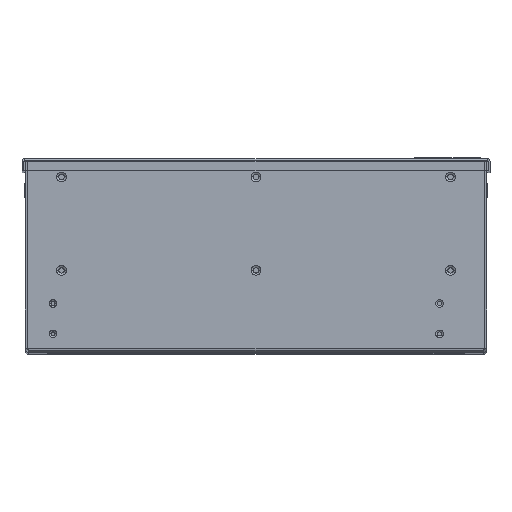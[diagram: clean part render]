
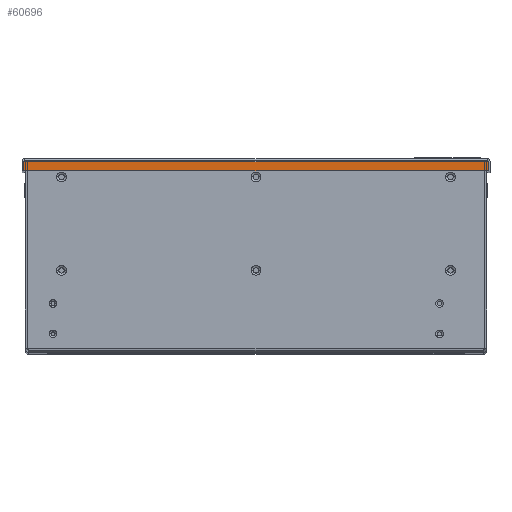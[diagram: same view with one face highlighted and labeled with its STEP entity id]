
A CAD part, top view. The second image highlights one B-rep face of the part: STEP entity #60696.
In plain terms, the highlighted planar face has unit normal (0, 0, 1).
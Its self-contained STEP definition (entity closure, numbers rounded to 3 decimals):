
#42828=DIRECTION('',(0.308,-0.951,0.));
#42829=VECTOR('',#42828,0.889);
#42830=CARTESIAN_POINT('',(190.726,-2.5,447.5));
#42831=LINE('',#42830,#42829);
#42832=DIRECTION('',(0.,-1.,0.));
#42833=VECTOR('',#42832,6.655);
#42834=CARTESIAN_POINT('',(191.,-3.345,447.5));
#42835=LINE('',#42834,#42833);
#42836=DIRECTION('',(-1.,0.,0.));
#42837=VECTOR('',#42836,382.);
#42838=CARTESIAN_POINT('',(191.,-10.,447.5));
#42839=LINE('',#42838,#42837);
#42840=DIRECTION('',(0.308,0.951,0.));
#42841=VECTOR('',#42840,0.889);
#42842=CARTESIAN_POINT('',(-191.,-3.345,447.5));
#42843=LINE('',#42842,#42841);
#42860=DIRECTION('',(-1.,0.,0.));
#42861=VECTOR('',#42860,190.726);
#42862=CARTESIAN_POINT('',(190.726,-2.5,447.5));
#42863=LINE('',#42862,#42861);
#42864=DIRECTION('',(-1.,0.,0.));
#42865=VECTOR('',#42864,190.726);
#42866=CARTESIAN_POINT('',(0.,-2.5,447.5));
#42867=LINE('',#42866,#42865);
#43065=DIRECTION('',(0.,-1.,0.));
#43066=VECTOR('',#43065,6.655);
#43067=CARTESIAN_POINT('',(-191.,-3.345,447.5));
#43068=LINE('',#43067,#43066);
#55270=CARTESIAN_POINT('',(191.,-10.,447.5));
#55271=CARTESIAN_POINT('',(-191.,-10.,447.5));
#55272=VERTEX_POINT('',#55270);
#55273=VERTEX_POINT('',#55271);
#55274=CARTESIAN_POINT('',(0.,-2.5,447.5));
#55275=CARTESIAN_POINT('',(-190.726,-2.5,447.5));
#55276=VERTEX_POINT('',#55274);
#55277=VERTEX_POINT('',#55275);
#55278=CARTESIAN_POINT('',(190.726,-2.5,447.5));
#55279=VERTEX_POINT('',#55278);
#55280=CARTESIAN_POINT('',(191.,-3.345,447.5));
#55281=VERTEX_POINT('',#55280);
#55282=CARTESIAN_POINT('',(-191.,-3.345,447.5));
#55283=VERTEX_POINT('',#55282);
#60676=CARTESIAN_POINT('',(0.,0.,447.5));
#60677=DIRECTION('',(0.,0.,-1.));
#60678=DIRECTION('',(-1.,0.,0.));
#60679=AXIS2_PLACEMENT_3D('',#60676,#60677,#60678);
#60680=PLANE('',#60679);
#60682=ORIENTED_EDGE('',*,*,#60681,.F.);
#60684=ORIENTED_EDGE('',*,*,#60683,.F.);
#60686=ORIENTED_EDGE('',*,*,#60685,.T.);
#60688=ORIENTED_EDGE('',*,*,#60687,.T.);
#60689=ORIENTED_EDGE('',*,*,#60666,.T.);
#60691=ORIENTED_EDGE('',*,*,#60690,.F.);
#60693=ORIENTED_EDGE('',*,*,#60692,.T.);
#60694=EDGE_LOOP('',(#60682,#60684,#60686,#60688,#60689,#60691,#60693));
#60695=FACE_OUTER_BOUND('',#60694,.F.);
#60696=ADVANCED_FACE('',(#60695),#60680,.F.);
#60666=EDGE_CURVE('',#55272,#55273,#42839,.T.);
#60681=EDGE_CURVE('',#55276,#55277,#42867,.T.);
#60683=EDGE_CURVE('',#55279,#55276,#42863,.T.);
#60685=EDGE_CURVE('',#55279,#55281,#42831,.T.);
#60687=EDGE_CURVE('',#55281,#55272,#42835,.T.);
#60690=EDGE_CURVE('',#55283,#55273,#43068,.T.);
#60692=EDGE_CURVE('',#55283,#55277,#42843,.T.);
